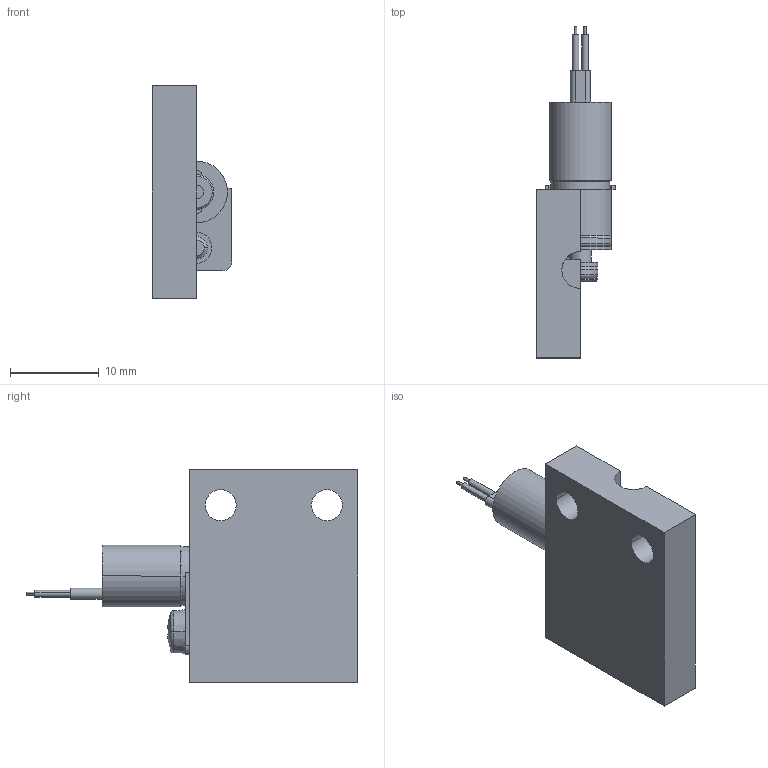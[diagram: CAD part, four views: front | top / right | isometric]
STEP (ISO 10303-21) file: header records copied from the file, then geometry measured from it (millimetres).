
FILE_DESCRIPTION (( 'STEP AP214' ), '1' );
FILE_NAME ('VA 204-7_Montageplatte_offen.STEP', '2019-12-05T14:05:31', ( '' ), ( '' ), 'SwSTEP 2.0', 'SolidWorks 2015', '' );
FILE_SCHEMA (( 'AUTOMOTIVE_DESIGN' ));
Length unit declared in the file: millimetre
Products named in the file (1): VA 204-7_Montageplatte_offen
Bounding box: 9 x 37.47 x 24 mm (x, y, z)
Volume: 2563.6 mm3; surface area: 2346.6 mm2
Topology: 4 solids, 4 shells, 182 faces, 434 edges, 273 vertices
Faces by surface type: plane 77, cylinder 70, cone 19, torus 12, bspline 3, sphere 1
Entity records: 8306 total; most frequent: CARTESIAN_POINT 1945, DIRECTION 951, ORIENTED_EDGE 852, EDGE_CURVE 426, AXIS2_PLACEMENT_3D 376, VERTEX_POINT 272, EDGE_LOOP 208, LINE 199
